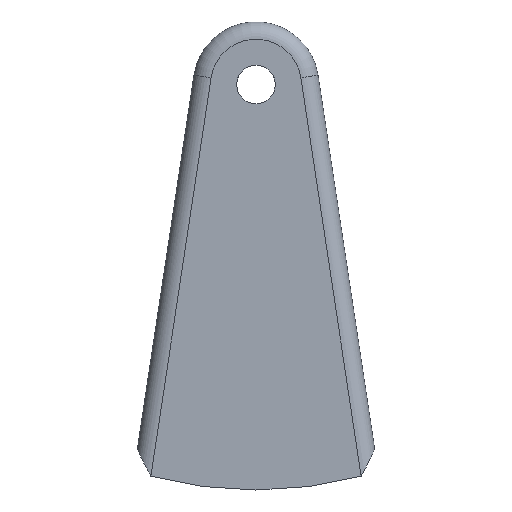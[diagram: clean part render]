
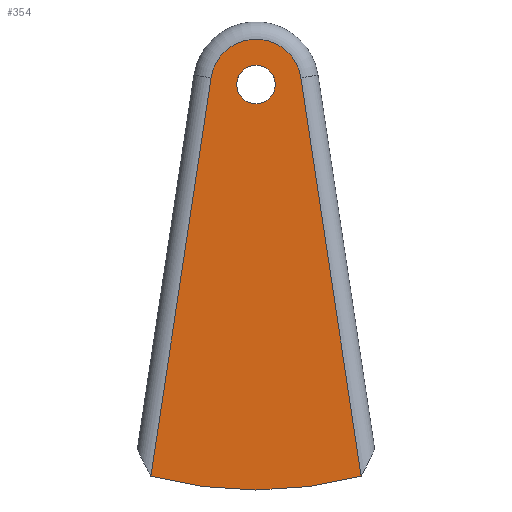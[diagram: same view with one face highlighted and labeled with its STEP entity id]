
A CAD part, top view. The second image highlights one B-rep face of the part: STEP entity #354.
In plain terms, the highlighted planar face has unit normal (0, 0, 1).
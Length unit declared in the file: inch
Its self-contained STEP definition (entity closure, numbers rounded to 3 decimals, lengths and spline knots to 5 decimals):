
#15=FACE_BOUND('',#60,.T.);
#19=PLANE('',#389);
#38=FACE_OUTER_BOUND('',#59,.T.);
#59=EDGE_LOOP('',(#270,#271,#272,#273));
#60=EDGE_LOOP('',(#274));
#85=CIRCLE('',#386,0.65);
#87=CIRCLE('',#390,5.81);
#88=CIRCLE('',#391,0.27559);
#102=LINE('',#611,#122);
#103=LINE('',#635,#123);
#122=VECTOR('',#449,5.77353);
#123=VECTOR('',#460,5.77353);
#161=VERTEX_POINT('',#591);
#164=VERTEX_POINT('',#609);
#166=VERTEX_POINT('',#614);
#168=VERTEX_POINT('',#620);
#169=VERTEX_POINT('',#639);
#202=EDGE_CURVE('',#164,#161,#102,.T.);
#204=EDGE_CURVE('',#166,#164,#85,.T.);
#207=EDGE_CURVE('',#168,#166,#103,.T.);
#209=EDGE_CURVE('',#168,#161,#87,.T.);
#210=EDGE_CURVE('',#169,#169,#88,.T.);
#270=ORIENTED_EDGE('',*,*,#202,.F.);
#271=ORIENTED_EDGE('',*,*,#204,.F.);
#272=ORIENTED_EDGE('',*,*,#207,.F.);
#273=ORIENTED_EDGE('',*,*,#209,.T.);
#274=ORIENTED_EDGE('',*,*,#210,.T.);
#354=ADVANCED_FACE('',(#38,#15),#19,.T.);
#386=AXIS2_PLACEMENT_3D('',#616,#454,#455);
#389=AXIS2_PLACEMENT_3D('',#637,#462,#463);
#390=AXIS2_PLACEMENT_3D('',#638,#464,#465);
#391=AXIS2_PLACEMENT_3D('',#640,#466,#467);
#449=DIRECTION('',(0.15,-0.989,0.));
#454=DIRECTION('center_axis',(0.,0.,-1.));
#455=DIRECTION('ref_axis',(0.,1.,0.));
#460=DIRECTION('',(0.15,0.989,0.));
#462=DIRECTION('center_axis',(0.,0.,1.));
#463=DIRECTION('ref_axis',(1.,0.,0.));
#464=DIRECTION('center_axis',(0.,0.,1.));
#465=DIRECTION('ref_axis',(1.,0.,0.));
#466=DIRECTION('center_axis',(0.,0.,-1.));
#467=DIRECTION('ref_axis',(-1.,0.,0.));
#591=CARTESIAN_POINT('',(1.5071,-11.06113,0.));
#609=CARTESIAN_POINT('',(0.64267,-5.35268,0.));
#611=CARTESIAN_POINT('',(0.85057,-6.72556,0.));
#614=CARTESIAN_POINT('',(-0.64267,-5.35268,0.));
#616=CARTESIAN_POINT('Origin',(0.,-5.45,0.));
#620=CARTESIAN_POINT('',(-1.5071,-11.06113,0.));
#635=CARTESIAN_POINT('',(-1.28064,-9.56565,0.));
#637=CARTESIAN_POINT('Origin',(0.,-8.25872,0.));
#638=CARTESIAN_POINT('Origin',(0.,-5.45,0.));
#639=CARTESIAN_POINT('',(0.27559,-5.45,0.));
#640=CARTESIAN_POINT('Origin',(0.,-5.45,0.));
